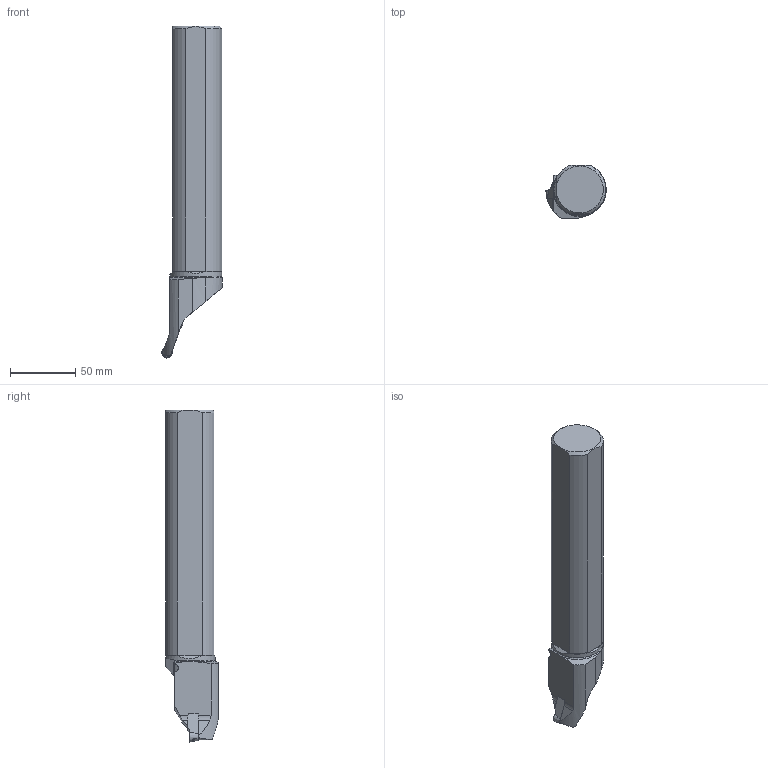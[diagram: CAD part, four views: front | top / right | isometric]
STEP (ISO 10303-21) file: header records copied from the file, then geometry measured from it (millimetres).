
FILE_DESCRIPTION(/* description */ (''),/* implementation_level */ '2;1');
FILE_NAME(/* name */ 'TOOLASSEMBLY_1.STP',/* time_stamp */ '2024-03-28T11:19:20+01:00',/* author */ (''),/* organization */ ('SMS'),/* preprocessor_version */ 'ST-DEVELOPER v16.7',/* originating_system */ 'SIEMENS PLM Software NX 12.0',/* authorisation */ '');
FILE_SCHEMA (('AUTOMOTIVE_DESIGN { 1 0 10303 214 3 1 1 1 }'));
Length unit declared in the file: millimetre
Products named in the file (4): ASSEMBLY_CONSTRUCTION; CUT_20240328111836; NOCUT_20240328111747; TOOLASSEMBLY_1
Assembly tree (3 placements, depth 2):
  TOOLASSEMBLY_1
    NOCUT_20240328111747
    CUT_20240328111836
    ASSEMBLY_CONSTRUCTION
Bounding box: 46.26 x 40.5 x 254 mm (x, y, z)
Volume: 263636.1 mm3; surface area: 32112.3 mm2
Topology: 2 solids, 2 shells, 83 faces, 240 edges, 167 vertices
Faces by surface type: plane 42, cylinder 16, bspline 16, cone 5, torus 4
Entity records: 4433 total; most frequent: CARTESIAN_POINT 2244, ORIENTED_EDGE 476, DIRECTION 353, EDGE_CURVE 238, VERTEX_POINT 159, AXIS2_PLACEMENT_3D 121, LINE 111, VECTOR 111
